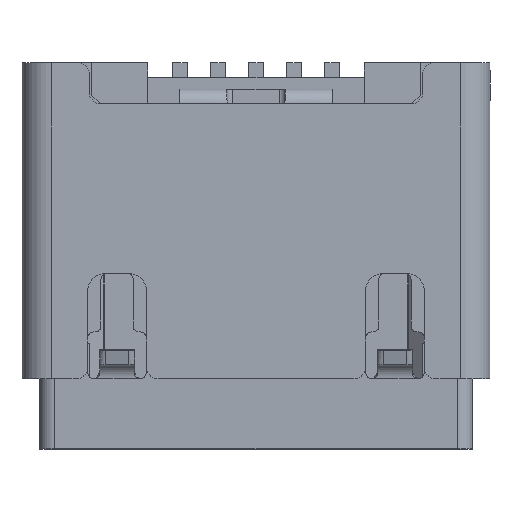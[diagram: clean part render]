
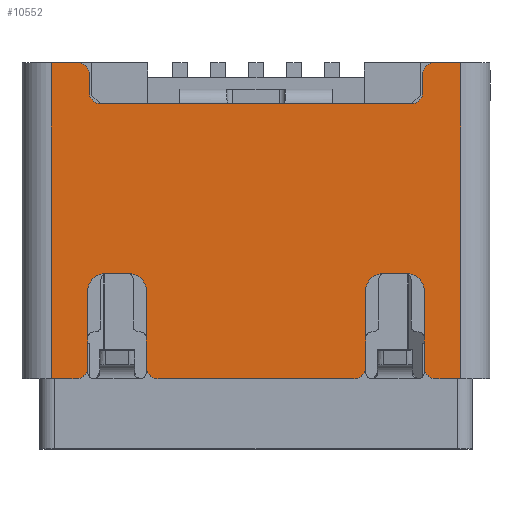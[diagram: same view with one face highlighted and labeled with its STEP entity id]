
A CAD part, top view. The second image highlights one B-rep face of the part: STEP entity #10552.
In plain terms, the highlighted planar face has unit normal (0, 0, 1).
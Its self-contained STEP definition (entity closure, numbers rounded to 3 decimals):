
#317=PLANE('',#11309);
#500=CIRCLE('',#11135,0.2);
#502=CIRCLE('',#11138,0.2);
#506=CIRCLE('',#11144,0.2);
#510=CIRCLE('',#11150,0.2);
#512=CIRCLE('',#11153,0.2);
#514=CIRCLE('',#11156,0.2);
#515=CIRCLE('',#11158,0.2);
#518=CIRCLE('',#11162,0.2);
#528=CIRCLE('',#11180,0.3);
#530=CIRCLE('',#11183,0.3);
#550=CIRCLE('',#11238,0.3);
#552=CIRCLE('',#11241,0.3);
#1388=LINE('',#16153,#2552);
#1390=LINE('',#16156,#2554);
#1393=LINE('',#16160,#2557);
#1446=LINE('',#16330,#2610);
#1448=LINE('',#16333,#2612);
#1451=LINE('',#16337,#2615);
#1515=LINE('',#16523,#2679);
#1517=LINE('',#16526,#2681);
#1518=LINE('',#16528,#2682);
#1537=LINE('',#16560,#2701);
#1538=LINE('',#16565,#2702);
#1562=LINE('',#16612,#2726);
#1565=LINE('',#16619,#2729);
#1566=LINE('',#16621,#2730);
#1568=LINE('',#16625,#2732);
#1571=LINE('',#16629,#2735);
#2552=VECTOR('',#13001,1000.);
#2554=VECTOR('',#13005,1000.);
#2557=VECTOR('',#13010,1000.);
#2610=VECTOR('',#13165,1000.);
#2612=VECTOR('',#13169,1000.);
#2615=VECTOR('',#13174,1000.);
#2679=VECTOR('',#13350,1000.);
#2681=VECTOR('',#13354,1000.);
#2682=VECTOR('',#13357,1000.);
#2701=VECTOR('',#13394,1000.);
#2702=VECTOR('',#13399,1000.);
#2726=VECTOR('',#13449,1000.);
#2729=VECTOR('',#13460,1000.);
#2730=VECTOR('',#13463,1000.);
#2732=VECTOR('',#13469,1000.);
#2735=VECTOR('',#13474,1000.);
#4962=ORIENTED_EDGE('',*,*,#6962,.T.);
#4963=ORIENTED_EDGE('',*,*,#6954,.F.);
#4964=ORIENTED_EDGE('',*,*,#7202,.F.);
#4965=ORIENTED_EDGE('',*,*,#7167,.T.);
#4966=ORIENTED_EDGE('',*,*,#7199,.T.);
#4967=ORIENTED_EDGE('',*,*,#6944,.F.);
#4968=ORIENTED_EDGE('',*,*,#7048,.T.);
#4969=ORIENTED_EDGE('',*,*,#6990,.T.);
#4970=ORIENTED_EDGE('',*,*,#7046,.T.);
#4971=ORIENTED_EDGE('',*,*,#6986,.T.);
#4972=ORIENTED_EDGE('',*,*,#7051,.T.);
#4973=ORIENTED_EDGE('',*,*,#6936,.F.);
#4974=ORIENTED_EDGE('',*,*,#7200,.T.);
#4975=ORIENTED_EDGE('',*,*,#6924,.F.);
#4976=ORIENTED_EDGE('',*,*,#7144,.T.);
#4977=ORIENTED_EDGE('',*,*,#7080,.T.);
#4978=ORIENTED_EDGE('',*,*,#7143,.T.);
#4979=ORIENTED_EDGE('',*,*,#7084,.T.);
#4980=ORIENTED_EDGE('',*,*,#7141,.T.);
#4981=ORIENTED_EDGE('',*,*,#6928,.F.);
#4982=ORIENTED_EDGE('',*,*,#7196,.T.);
#4983=ORIENTED_EDGE('',*,*,#7165,.F.);
#4984=ORIENTED_EDGE('',*,*,#7205,.F.);
#4985=ORIENTED_EDGE('',*,*,#6952,.F.);
#4986=ORIENTED_EDGE('',*,*,#6964,.T.);
#4987=ORIENTED_EDGE('',*,*,#6948,.T.);
#4988=ORIENTED_EDGE('',*,*,#6967,.T.);
#4989=ORIENTED_EDGE('',*,*,#6960,.T.);
#6924=EDGE_CURVE('',#8270,#8271,#500,.T.);
#6928=EDGE_CURVE('',#8274,#8275,#502,.T.);
#6936=EDGE_CURVE('',#8282,#8283,#506,.T.);
#6944=EDGE_CURVE('',#8290,#8291,#510,.T.);
#6948=EDGE_CURVE('',#8295,#8294,#512,.T.);
#6952=EDGE_CURVE('',#8298,#8299,#514,.T.);
#6954=EDGE_CURVE('',#8300,#8301,#515,.T.);
#6960=EDGE_CURVE('',#8307,#8306,#518,.T.);
#6962=EDGE_CURVE('',#8306,#8301,#1388,.T.);
#6964=EDGE_CURVE('',#8298,#8295,#1390,.T.);
#6967=EDGE_CURVE('',#8294,#8307,#1393,.T.);
#6986=EDGE_CURVE('',#8327,#8326,#528,.T.);
#6990=EDGE_CURVE('',#8331,#8330,#530,.T.);
#7046=EDGE_CURVE('',#8330,#8327,#1446,.T.);
#7048=EDGE_CURVE('',#8290,#8331,#1448,.T.);
#7051=EDGE_CURVE('',#8326,#8283,#1451,.T.);
#7080=EDGE_CURVE('',#8393,#8392,#550,.T.);
#7084=EDGE_CURVE('',#8397,#8396,#552,.T.);
#7141=EDGE_CURVE('',#8396,#8275,#1515,.T.);
#7143=EDGE_CURVE('',#8392,#8397,#1517,.T.);
#7144=EDGE_CURVE('',#8270,#8393,#1518,.T.);
#7165=EDGE_CURVE('',#8443,#8442,#1537,.T.);
#7167=EDGE_CURVE('',#8446,#8445,#1538,.T.);
#7196=EDGE_CURVE('',#8274,#8442,#1562,.T.);
#7199=EDGE_CURVE('',#8445,#8291,#1565,.T.);
#7200=EDGE_CURVE('',#8282,#8271,#1566,.T.);
#7202=EDGE_CURVE('',#8446,#8300,#1568,.T.);
#7205=EDGE_CURVE('',#8299,#8443,#1571,.T.);
#8270=VERTEX_POINT('',#16067);
#8271=VERTEX_POINT('',#16069);
#8274=VERTEX_POINT('',#16076);
#8275=VERTEX_POINT('',#16078);
#8282=VERTEX_POINT('',#16094);
#8283=VERTEX_POINT('',#16096);
#8290=VERTEX_POINT('',#16112);
#8291=VERTEX_POINT('',#16114);
#8294=VERTEX_POINT('',#16121);
#8295=VERTEX_POINT('',#16123);
#8298=VERTEX_POINT('',#16130);
#8299=VERTEX_POINT('',#16132);
#8300=VERTEX_POINT('',#16136);
#8301=VERTEX_POINT('',#16137);
#8306=VERTEX_POINT('',#16148);
#8307=VERTEX_POINT('',#16150);
#8326=VERTEX_POINT('',#16202);
#8327=VERTEX_POINT('',#16204);
#8330=VERTEX_POINT('',#16211);
#8331=VERTEX_POINT('',#16213);
#8392=VERTEX_POINT('',#16394);
#8393=VERTEX_POINT('',#16396);
#8396=VERTEX_POINT('',#16403);
#8397=VERTEX_POINT('',#16405);
#8442=VERTEX_POINT('',#16557);
#8443=VERTEX_POINT('',#16559);
#8445=VERTEX_POINT('',#16564);
#8446=VERTEX_POINT('',#16566);
#9249=EDGE_LOOP('',(#4962,#4963,#4964,#4965,#4966,#4967,#4968,#4969,#4970,
#4971,#4972,#4973,#4974,#4975,#4976,#4977,#4978,#4979,#4980,#4981,#4982,
#4983,#4984,#4985,#4986,#4987,#4988,#4989));
#9825=FACE_BOUND('',#9249,.T.);
#10552=ADVANCED_FACE('',(#9825),#317,.F.);
#11135=AXIS2_PLACEMENT_3D('',#16068,#12924,#12925);
#11138=AXIS2_PLACEMENT_3D('',#16077,#12932,#12933);
#11144=AXIS2_PLACEMENT_3D('',#16095,#12948,#12949);
#11150=AXIS2_PLACEMENT_3D('',#16113,#12964,#12965);
#11153=AXIS2_PLACEMENT_3D('',#16122,#12972,#12973);
#11156=AXIS2_PLACEMENT_3D('',#16131,#12980,#12981);
#11158=AXIS2_PLACEMENT_3D('',#16135,#12985,#12986);
#11162=AXIS2_PLACEMENT_3D('',#16149,#12996,#12997);
#11180=AXIS2_PLACEMENT_3D('',#16203,#13048,#13049);
#11183=AXIS2_PLACEMENT_3D('',#16212,#13056,#13057);
#11238=AXIS2_PLACEMENT_3D('',#16395,#13232,#13233);
#11241=AXIS2_PLACEMENT_3D('',#16404,#13240,#13241);
#11309=AXIS2_PLACEMENT_3D('',#16630,#13475,#13476);
#12924=DIRECTION('',(0.,0.,-1.));
#12925=DIRECTION('',(-1.,0.,0.));
#12932=DIRECTION('',(0.,0.,-1.));
#12933=DIRECTION('',(-1.,0.,0.));
#12948=DIRECTION('',(0.,0.,-1.));
#12949=DIRECTION('',(-1.,0.,0.));
#12964=DIRECTION('',(0.,0.,-1.));
#12965=DIRECTION('',(-1.,0.,0.));
#12972=DIRECTION('',(0.,0.,-1.));
#12973=DIRECTION('',(-1.,0.,0.));
#12980=DIRECTION('',(0.,0.,-1.));
#12981=DIRECTION('',(-1.,0.,0.));
#12985=DIRECTION('',(0.,0.,-1.));
#12986=DIRECTION('',(-1.,0.,0.));
#12996=DIRECTION('',(0.,0.,-1.));
#12997=DIRECTION('',(-1.,0.,0.));
#13001=DIRECTION('',(0.,1.,0.));
#13005=DIRECTION('',(0.,-1.,0.));
#13010=DIRECTION('',(-1.,0.,0.));
#13048=DIRECTION('',(0.,0.,-1.));
#13049=DIRECTION('',(-1.,0.,0.));
#13056=DIRECTION('',(0.,0.,-1.));
#13057=DIRECTION('',(-1.,0.,0.));
#13165=DIRECTION('',(1.,0.,0.));
#13169=DIRECTION('',(0.,1.,0.));
#13174=DIRECTION('',(0.,-1.,0.));
#13232=DIRECTION('',(0.,0.,-1.));
#13233=DIRECTION('',(-1.,0.,0.));
#13240=DIRECTION('',(0.,0.,-1.));
#13241=DIRECTION('',(-1.,0.,0.));
#13350=DIRECTION('',(0.,-1.,0.));
#13354=DIRECTION('',(1.,0.,0.));
#13357=DIRECTION('',(0.,1.,0.));
#13394=DIRECTION('',(0.,-1.,0.));
#13399=DIRECTION('',(0.,-1.,0.));
#13449=DIRECTION('',(1.,0.,0.));
#13460=DIRECTION('',(1.,0.,0.));
#13463=DIRECTION('',(1.,0.,0.));
#13469=DIRECTION('',(1.,0.,0.));
#13474=DIRECTION('',(1.,0.,0.));
#13475=DIRECTION('',(0.,0.,-1.));
#13476=DIRECTION('',(-1.,0.,0.));
#16067=CARTESIAN_POINT('',(1.875,-2.5,1.45));
#16068=CARTESIAN_POINT('',(1.675,-2.5,1.45));
#16069=CARTESIAN_POINT('',(1.675,-2.7,1.45));
#16076=CARTESIAN_POINT('',(3.075,-2.7,1.45));
#16077=CARTESIAN_POINT('',(3.075,-2.5,1.45));
#16078=CARTESIAN_POINT('',(2.875,-2.5,1.45));
#16094=CARTESIAN_POINT('',(-1.675,-2.7,1.45));
#16095=CARTESIAN_POINT('',(-1.675,-2.5,1.45));
#16096=CARTESIAN_POINT('',(-1.875,-2.5,1.45));
#16112=CARTESIAN_POINT('',(-2.875,-2.5,1.45));
#16113=CARTESIAN_POINT('',(-3.075,-2.5,1.45));
#16114=CARTESIAN_POINT('',(-3.075,-2.7,1.45));
#16121=CARTESIAN_POINT('',(2.65,2.,1.45));
#16122=CARTESIAN_POINT('',(2.65,2.2,1.45));
#16123=CARTESIAN_POINT('',(2.85,2.2,1.45));
#16130=CARTESIAN_POINT('',(2.85,2.5,1.45));
#16131=CARTESIAN_POINT('',(3.05,2.5,1.45));
#16132=CARTESIAN_POINT('',(3.05,2.7,1.45));
#16135=CARTESIAN_POINT('',(-3.05,2.5,1.45));
#16136=CARTESIAN_POINT('',(-3.05,2.7,1.45));
#16137=CARTESIAN_POINT('',(-2.85,2.5,1.45));
#16148=CARTESIAN_POINT('',(-2.85,2.2,1.45));
#16149=CARTESIAN_POINT('',(-2.65,2.2,1.45));
#16150=CARTESIAN_POINT('',(-2.65,2.,1.45));
#16153=CARTESIAN_POINT('',(-2.85,2.,1.45));
#16156=CARTESIAN_POINT('',(2.85,2.7,1.45));
#16160=CARTESIAN_POINT('',(2.85,2.,1.45));
#16202=CARTESIAN_POINT('',(-1.875,-1.2,1.45));
#16203=CARTESIAN_POINT('',(-2.175,-1.2,1.45));
#16204=CARTESIAN_POINT('',(-2.175,-0.9,1.45));
#16211=CARTESIAN_POINT('',(-2.575,-0.9,1.45));
#16212=CARTESIAN_POINT('',(-2.575,-1.2,1.45));
#16213=CARTESIAN_POINT('',(-2.875,-1.2,1.45));
#16330=CARTESIAN_POINT('',(-2.875,-0.9,1.45));
#16333=CARTESIAN_POINT('',(-2.875,-2.7,1.45));
#16337=CARTESIAN_POINT('',(-1.875,-0.9,1.45));
#16394=CARTESIAN_POINT('',(2.175,-0.9,1.45));
#16395=CARTESIAN_POINT('',(2.175,-1.2,1.45));
#16396=CARTESIAN_POINT('',(1.875,-1.2,1.45));
#16403=CARTESIAN_POINT('',(2.875,-1.2,1.45));
#16404=CARTESIAN_POINT('',(2.575,-1.2,1.45));
#16405=CARTESIAN_POINT('',(2.575,-0.9,1.45));
#16523=CARTESIAN_POINT('',(2.875,-0.9,1.45));
#16526=CARTESIAN_POINT('',(1.875,-0.9,1.45));
#16528=CARTESIAN_POINT('',(1.875,-2.7,1.45));
#16557=CARTESIAN_POINT('',(3.5,-2.7,1.45));
#16559=CARTESIAN_POINT('',(3.5,2.7,1.45));
#16560=CARTESIAN_POINT('',(3.5,2.7,1.45));
#16564=CARTESIAN_POINT('',(-3.5,-2.7,1.45));
#16565=CARTESIAN_POINT('',(-3.5,2.7,1.45));
#16566=CARTESIAN_POINT('',(-3.5,2.7,1.45));
#16612=CARTESIAN_POINT('',(-3.5,-2.7,1.45));
#16619=CARTESIAN_POINT('',(-3.5,-2.7,1.45));
#16621=CARTESIAN_POINT('',(-3.5,-2.7,1.45));
#16625=CARTESIAN_POINT('',(-3.5,2.7,1.45));
#16629=CARTESIAN_POINT('',(-3.5,2.7,1.45));
#16630=CARTESIAN_POINT('',(-3.5,2.7,1.45));
